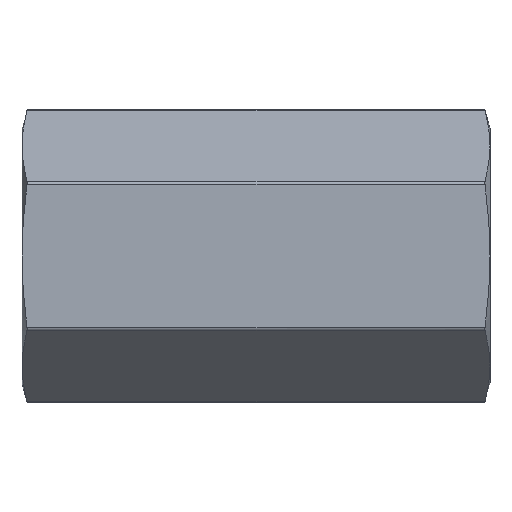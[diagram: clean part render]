
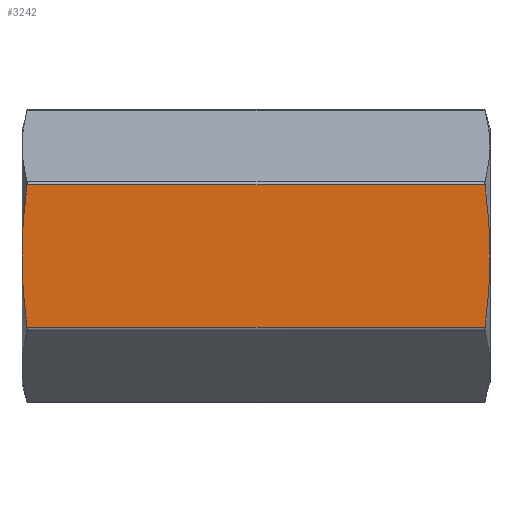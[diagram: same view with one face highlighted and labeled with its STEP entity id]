
A CAD part, front view. The second image highlights one B-rep face of the part: STEP entity #3242.
In plain terms, the highlighted free-form (B-spline) face has degree [1, 1] with [2, 2] control points.
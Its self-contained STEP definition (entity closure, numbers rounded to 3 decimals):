
#2489 = VERTEX_POINT('',#2490);
#2490 = CARTESIAN_POINT('',(23.627,-13.119,
    -7.332));
#2499 = EDGE_CURVE('',#2489,#2500,#2502,.T.);
#2500 = VERTEX_POINT('',#2501);
#2501 = CARTESIAN_POINT('',(-23.627,-13.119,
    -7.332));
#2502 = B_SPLINE_CURVE_WITH_KNOTS('',1,(#2503,#2504),.UNSPECIFIED.,.F.,
  .F.,(2,2),(23.488,68.512),.PIECEWISE_BEZIER_KNOTS.);
#2503 = CARTESIAN_POINT('',(23.627,-13.119,
    -7.332));
#2504 = CARTESIAN_POINT('',(-23.627,-13.119,
    -7.332));
#2876 = VERTEX_POINT('',#2877);
#2877 = CARTESIAN_POINT('',(-24.138,-13.119,
    0.));
#3131 = VERTEX_POINT('',#3132);
#3132 = CARTESIAN_POINT('',(24.138,-13.119,0.));
#3161 = VERTEX_POINT('',#3162);
#3162 = CARTESIAN_POINT('',(23.627,-13.119,
    7.332));
#3171 = EDGE_CURVE('',#3161,#3131,#3172,.T.);
#3172 = ( BOUNDED_CURVE() B_SPLINE_CURVE(2,(#3173,#3174,#3175),
.UNSPECIFIED.,.F.,.F.) B_SPLINE_CURVE_WITH_KNOTS((3,3),(-22.731,
-14.457),.PIECEWISE_BEZIER_KNOTS.) CURVE() 
GEOMETRIC_REPRESENTATION_ITEM() RATIONAL_B_SPLINE_CURVE((1.176,
1.261,1.261)) REPRESENTATION_ITEM('') );
#3173 = CARTESIAN_POINT('',(23.627,-13.119,
    7.332));
#3174 = CARTESIAN_POINT('',(24.138,-13.119,
    3.417));
#3175 = CARTESIAN_POINT('',(24.138,-13.119,0.));
#3197 = EDGE_CURVE('',#3131,#2489,#3198,.T.);
#3198 = ( BOUNDED_CURVE() B_SPLINE_CURVE(2,(#3199,#3200,#3201),
.UNSPECIFIED.,.F.,.F.) B_SPLINE_CURVE_WITH_KNOTS((3,3),(-14.457,
-6.183),.PIECEWISE_BEZIER_KNOTS.) CURVE() 
GEOMETRIC_REPRESENTATION_ITEM() RATIONAL_B_SPLINE_CURVE((1.261,
1.261,1.176)) REPRESENTATION_ITEM('') );
#3199 = CARTESIAN_POINT('',(24.138,-13.119,0.));
#3200 = CARTESIAN_POINT('',(24.138,-13.119,
    -3.417));
#3201 = CARTESIAN_POINT('',(23.627,-13.119,
    -7.332));
#3242 = ADVANCED_FACE('',(#3243),#3267,.F.);
#3243 = FACE_BOUND('',#3244,.T.);
#3244 = EDGE_LOOP('',(#3245,#3246,#3247,#3248,#3255,#3261));
#3245 = ORIENTED_EDGE('',*,*,#2499,.F.);
#3246 = ORIENTED_EDGE('',*,*,#3197,.F.);
#3247 = ORIENTED_EDGE('',*,*,#3171,.F.);
#3248 = ORIENTED_EDGE('',*,*,#3249,.T.);
#3249 = EDGE_CURVE('',#3161,#3250,#3252,.T.);
#3250 = VERTEX_POINT('',#3251);
#3251 = CARTESIAN_POINT('',(-23.627,-13.119,
    7.332));
#3252 = B_SPLINE_CURVE_WITH_KNOTS('',1,(#3253,#3254),.UNSPECIFIED.,.F.,
  .F.,(2,2),(23.488,68.512),.PIECEWISE_BEZIER_KNOTS.);
#3253 = CARTESIAN_POINT('',(23.627,-13.119,
    7.332));
#3254 = CARTESIAN_POINT('',(-23.627,-13.119,
    7.332));
#3255 = ORIENTED_EDGE('',*,*,#3256,.F.);
#3256 = EDGE_CURVE('',#2876,#3250,#3257,.T.);
#3257 = ( BOUNDED_CURVE() B_SPLINE_CURVE(2,(#3258,#3259,#3260),
.UNSPECIFIED.,.F.,.F.) B_SPLINE_CURVE_WITH_KNOTS((3,3),(-14.457,
-6.183),.PIECEWISE_BEZIER_KNOTS.) CURVE() 
GEOMETRIC_REPRESENTATION_ITEM() RATIONAL_B_SPLINE_CURVE((1.261,
1.261,1.176)) REPRESENTATION_ITEM('') );
#3258 = CARTESIAN_POINT('',(-24.138,-13.119,
    0.));
#3259 = CARTESIAN_POINT('',(-24.138,-13.119,
    3.417));
#3260 = CARTESIAN_POINT('',(-23.627,-13.119,
    7.332));
#3261 = ORIENTED_EDGE('',*,*,#3262,.F.);
#3262 = EDGE_CURVE('',#2500,#2876,#3263,.T.);
#3263 = ( BOUNDED_CURVE() B_SPLINE_CURVE(2,(#3264,#3265,#3266),
.UNSPECIFIED.,.F.,.F.) B_SPLINE_CURVE_WITH_KNOTS((3,3),(-22.731,
-14.457),.PIECEWISE_BEZIER_KNOTS.) CURVE() 
GEOMETRIC_REPRESENTATION_ITEM() RATIONAL_B_SPLINE_CURVE((1.176,
1.261,1.261)) REPRESENTATION_ITEM('') );
#3264 = CARTESIAN_POINT('',(-23.627,-13.119,
    -7.332));
#3265 = CARTESIAN_POINT('',(-24.138,-13.119,
    -3.417));
#3266 = CARTESIAN_POINT('',(-24.138,-13.119,
    0.));
#3267 = B_SPLINE_SURFACE_WITH_KNOTS('',1,1,(
    (#3268,#3269)
    ,(#3270,#3271
    )),.UNSPECIFIED.,.F.,.F.,.F.,(2,2),(2,2),(-13.972,
    0.),(-69.,-23.),.PIECEWISE_BEZIER_KNOTS.);
#3268 = CARTESIAN_POINT('',(-24.138,-13.119,
    -7.332));
#3269 = CARTESIAN_POINT('',(24.138,-13.119,
    -7.332));
#3270 = CARTESIAN_POINT('',(-24.138,-13.119,
    7.332));
#3271 = CARTESIAN_POINT('',(24.138,-13.119,
    7.332));
